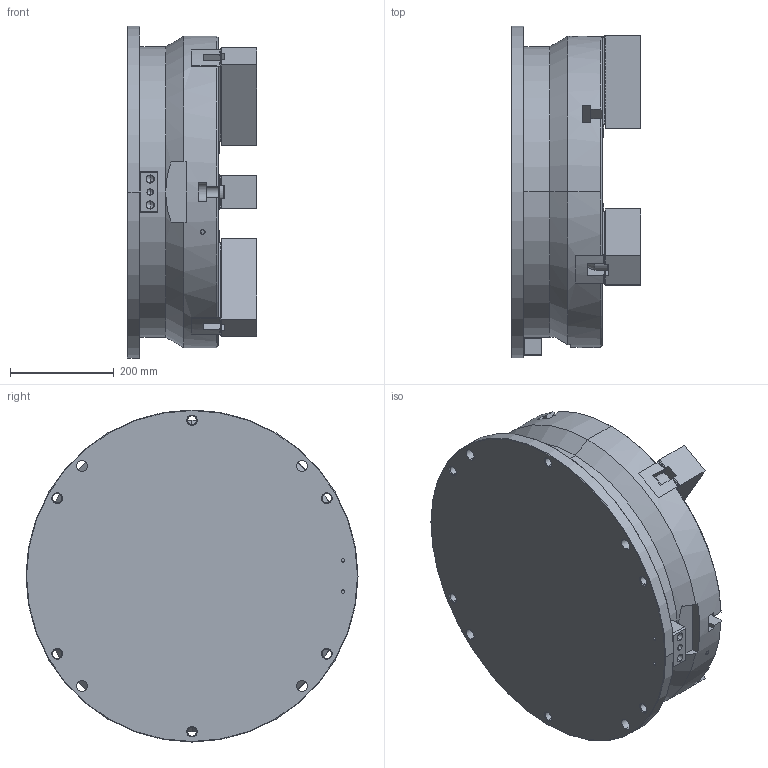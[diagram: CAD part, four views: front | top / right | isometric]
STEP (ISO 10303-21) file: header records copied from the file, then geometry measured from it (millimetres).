
FILE_DESCRIPTION (( 'STEP AP203' ), '1' );
FILE_NAME ('CF-SP-324.STEP', '2023-01-16T08:00:47', ( '' ), ( '' ), 'SwSTEP 2.0', 'SolidWorks 2020', '' );
FILE_SCHEMA (( 'CONFIG_CONTROL_DESIGN' ));
Length unit declared in the file: millimetre
Products named in the file (17): 圓頭內六角螺栓_M8x40; CF-SP-324-08000; 圓頭內六角螺栓_M20x55; CF-SP-324-01000; CF-SP-316-09000; 油管塞頭_PT 1_8; CF-SP-324-02000; SJ-21; PT1_8黃油嘴_PT 1_8; CF-SP-324-03000; 半圓頭六角孔螺栓_M5x10; CF-SP-324; CF-3H-221-04010(T型塊); 半圓頭六角孔螺栓_M4x8; CF-SP-324-06000; 半圓頭六角孔螺栓_M6x10; CF-SP-324-07000
Assembly tree (42 placements, depth 2):
  CF-SP-324
    CF-SP-324-01000
    CF-SP-324-02000
    CF-SP-324-03000  x3
    CF-3H-221-04010(T型塊)  x6
    CF-SP-324-06000
    CF-SP-324-07000
    CF-SP-324-08000  x3
    CF-SP-316-09000
    SJ-21  x3
    半圓頭六角孔螺栓_M5x10  x3
    半圓頭六角孔螺栓_M4x8  x3
    半圓頭六角孔螺栓_M6x10  x6
    圓頭內六角螺栓_M8x40  x2
    圓頭內六角螺栓_M20x55  x6
    油管塞頭_PT 1_8
    PT1_8黃油嘴_PT 1_8
Bounding box: 249.2 x 640 x 640 mm (x, y, z)
Volume: 49663753.7 mm3; surface area: 2521565.2 mm2
Topology: 42 solids, 42 shells, 4604 faces, 13050 edges, 8546 vertices
Faces by surface type: plane 3390, cylinder 950, cone 234, torus 30
Entity records: 58151 total; most frequent: CARTESIAN_POINT 10005, ORIENTED_EDGE 9636, DIRECTION 9372, EDGE_CURVE 4818, VECTOR 3766, LINE 3766, VERTEX_POINT 3158, AXIS2_PLACEMENT_3D 2803
